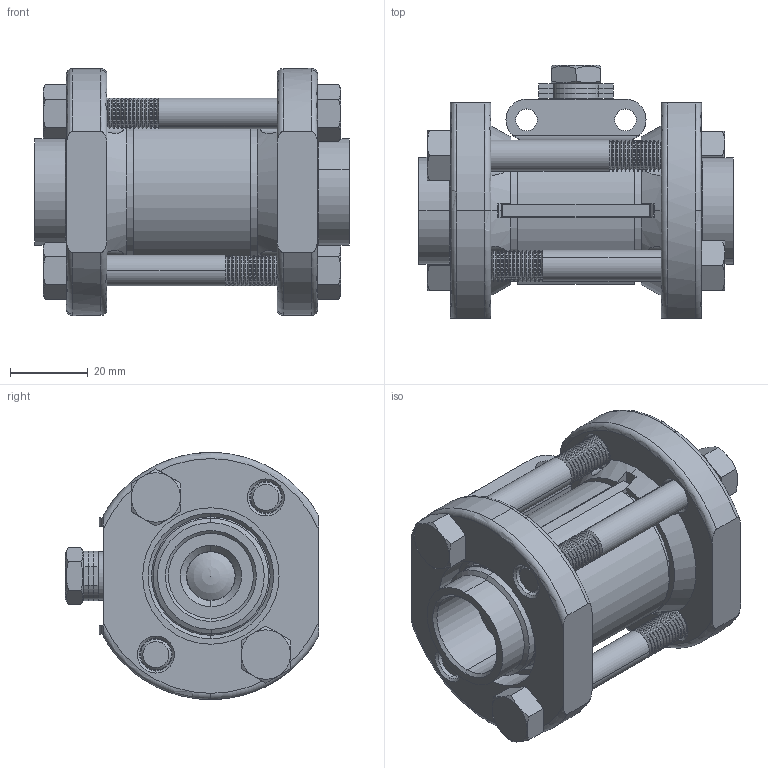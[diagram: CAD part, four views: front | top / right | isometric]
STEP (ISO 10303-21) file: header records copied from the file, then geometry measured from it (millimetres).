
FILE_DESCRIPTION (( 'STEP AP203' ), '1' );
FILE_NAME ('25XXSWSZ.step', '2018-04-12T16:42:14', ( '' ), ( '' ), 'SwSTEP 2.0', 'SolidWorks 2017', '' );
FILE_SCHEMA (( 'CONFIG_CONTROL_DESIGN' ));
Products named in the file (1): 25XXSWSZ
Bounding box: 80.77 x 65.06 x 63.5 mm (x, y, z)
Volume: 109168.3 mm3; surface area: 57950.7 mm2
Topology: 25 solids, 25 shells, 1200 faces, 3370 edges, 2283 vertices
Faces by surface type: cone 477, cylinder 435, plane 180, bspline 74, torus 32, sphere 2
Entity records: 81737 total; most frequent: CARTESIAN_POINT 51011, ORIENTED_EDGE 6728, DIRECTION 6284, EDGE_CURVE 3364, AXIS2_PLACEMENT_3D 2575, VERTEX_POINT 2279, CIRCLE 1448, EDGE_LOOP 1331
